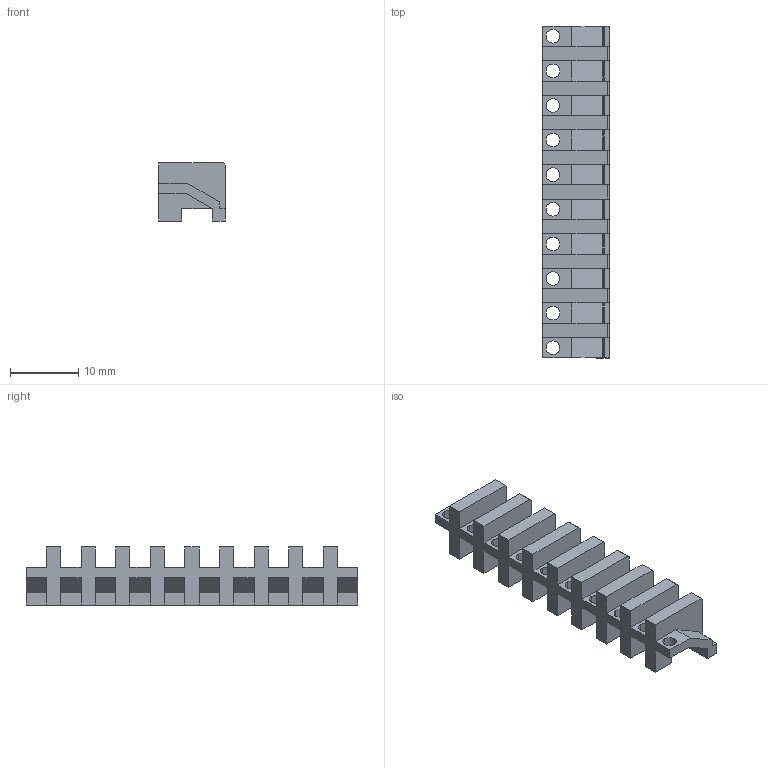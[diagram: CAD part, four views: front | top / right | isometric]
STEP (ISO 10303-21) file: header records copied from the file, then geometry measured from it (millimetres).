
FILE_DESCRIPTION((''),'2;1');
FILE_NAME('LEDLP_MENTOR_1270.1010_Part1.stp','2015-09-25T15:18:03',(''),(''),'Mechanical Desktop 2011','Mechanical Desktop 2011',', , ');
FILE_SCHEMA(('AUTOMOTIVE_DESIGN { 1 2 10303 214 1 1 1 1 }'));
Length unit declared in the file: millimetre
Products named in the file (1): Product
Bounding box: 9.8 x 48.72 x 8.52 mm (x, y, z)
Volume: 1874.7 mm3; surface area: 2673.4 mm2
Topology: 1 solids, 1 shells, 179 faces, 551 edges, 374 vertices
Faces by surface type: plane 129, cylinder 40, bspline 10
Entity records: 6230 total; most frequent: CARTESIAN_POINT 1135, ORIENTED_EDGE 1102, DIRECTION 991, EDGE_CURVE 551, VECTOR 451, LINE 451, VERTEX_POINT 374, AXIS2_PLACEMENT_3D 270
